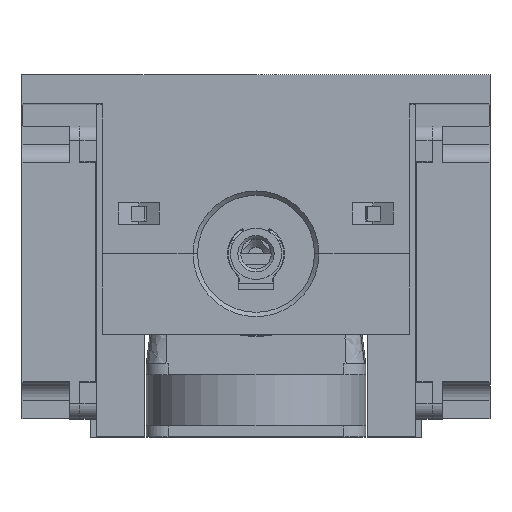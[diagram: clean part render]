
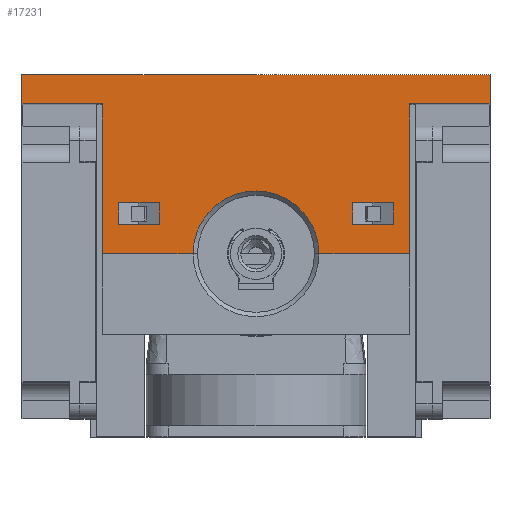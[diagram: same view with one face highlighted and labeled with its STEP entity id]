
A CAD part, top view. The second image highlights one B-rep face of the part: STEP entity #17231.
In plain terms, the highlighted planar face has unit normal (0, 0, 1).
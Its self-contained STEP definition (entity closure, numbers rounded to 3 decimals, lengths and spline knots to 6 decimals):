
#958=CIRCLE('',#18772,0.0086);
#1600=PLANE('',#18771);
#5907=ORIENTED_EDGE('',*,*,#9079,.F.);
#5908=ORIENTED_EDGE('',*,*,#9080,.T.);
#5909=ORIENTED_EDGE('',*,*,#9081,.T.);
#5910=ORIENTED_EDGE('',*,*,#9082,.F.);
#5911=ORIENTED_EDGE('',*,*,#9083,.F.);
#5912=ORIENTED_EDGE('',*,*,#9084,.T.);
#5913=ORIENTED_EDGE('',*,*,#9085,.T.);
#5914=ORIENTED_EDGE('',*,*,#9086,.F.);
#5915=ORIENTED_EDGE('',*,*,#9087,.T.);
#5916=ORIENTED_EDGE('',*,*,#9088,.T.);
#5917=ORIENTED_EDGE('',*,*,#9065,.F.);
#5918=ORIENTED_EDGE('',*,*,#9089,.T.);
#5919=ORIENTED_EDGE('',*,*,#9090,.T.);
#5920=ORIENTED_EDGE('',*,*,#9091,.T.);
#5921=ORIENTED_EDGE('',*,*,#9092,.T.);
#5922=ORIENTED_EDGE('',*,*,#9093,.F.);
#5923=ORIENTED_EDGE('',*,*,#9094,.F.);
#5924=ORIENTED_EDGE('',*,*,#9095,.F.);
#9065=EDGE_CURVE('',#11028,#11029,#12303,.T.);
#9079=EDGE_CURVE('',#11042,#11043,#12317,.T.);
#9080=EDGE_CURVE('',#11042,#11044,#12318,.T.);
#9081=EDGE_CURVE('',#11044,#11045,#12319,.T.);
#9082=EDGE_CURVE('',#11043,#11045,#12320,.T.);
#9083=EDGE_CURVE('',#11046,#11047,#12321,.T.);
#9084=EDGE_CURVE('',#11046,#11048,#12322,.T.);
#9085=EDGE_CURVE('',#11048,#11049,#12323,.T.);
#9086=EDGE_CURVE('',#11047,#11049,#12324,.T.);
#9087=EDGE_CURVE('',#11050,#11051,#12325,.T.);
#9088=EDGE_CURVE('',#11051,#11029,#12326,.T.);
#9089=EDGE_CURVE('',#11028,#11052,#12327,.T.);
#9090=EDGE_CURVE('',#11052,#11053,#12328,.T.);
#9091=EDGE_CURVE('',#11053,#11054,#958,.F.);
#9092=EDGE_CURVE('',#11054,#11055,#12329,.T.);
#9093=EDGE_CURVE('',#11056,#11055,#12330,.T.);
#9094=EDGE_CURVE('',#11057,#11056,#12331,.T.);
#9095=EDGE_CURVE('',#11050,#11057,#12332,.T.);
#11028=VERTEX_POINT('',#43029);
#11029=VERTEX_POINT('',#43030);
#11042=VERTEX_POINT('',#43059);
#11043=VERTEX_POINT('',#43060);
#11044=VERTEX_POINT('',#43062);
#11045=VERTEX_POINT('',#43064);
#11046=VERTEX_POINT('',#43067);
#11047=VERTEX_POINT('',#43068);
#11048=VERTEX_POINT('',#43070);
#11049=VERTEX_POINT('',#43072);
#11050=VERTEX_POINT('',#43075);
#11051=VERTEX_POINT('',#43076);
#11052=VERTEX_POINT('',#43079);
#11053=VERTEX_POINT('',#43081);
#11054=VERTEX_POINT('',#43083);
#11055=VERTEX_POINT('',#43085);
#11056=VERTEX_POINT('',#43087);
#11057=VERTEX_POINT('',#43089);
#12303=LINE('',#43028,#13668);
#12317=LINE('',#43058,#13682);
#12318=LINE('',#43061,#13683);
#12319=LINE('',#43063,#13684);
#12320=LINE('',#43065,#13685);
#12321=LINE('',#43066,#13686);
#12322=LINE('',#43069,#13687);
#12323=LINE('',#43071,#13688);
#12324=LINE('',#43073,#13689);
#12325=LINE('',#43074,#13690);
#12326=LINE('',#43077,#13691);
#12327=LINE('',#43078,#13692);
#12328=LINE('',#43080,#13693);
#12329=LINE('',#43084,#13694);
#12330=LINE('',#43086,#13695);
#12331=LINE('',#43088,#13696);
#12332=LINE('',#43090,#13697);
#13668=VECTOR('',#22358,1.);
#13682=VECTOR('',#22376,1.);
#13683=VECTOR('',#22377,1.);
#13684=VECTOR('',#22378,1.);
#13685=VECTOR('',#22379,1.);
#13686=VECTOR('',#22380,1.);
#13687=VECTOR('',#22381,1.);
#13688=VECTOR('',#22382,1.);
#13689=VECTOR('',#22383,1.);
#13690=VECTOR('',#22384,1.);
#13691=VECTOR('',#22385,1.);
#13692=VECTOR('',#22386,1.);
#13693=VECTOR('',#22387,1.);
#13694=VECTOR('',#22390,1.);
#13695=VECTOR('',#22391,1.);
#13696=VECTOR('',#22392,1.);
#13697=VECTOR('',#22393,1.);
#15044=EDGE_LOOP('',(#5907,#5908,#5909,#5910));
#15045=EDGE_LOOP('',(#5911,#5912,#5913,#5914));
#15046=EDGE_LOOP('',(#5915,#5916,#5917,#5918,#5919,#5920,#5921,#5922,#5923,
#5924));
#16209=FACE_BOUND('',#15044,.T.);
#16210=FACE_BOUND('',#15045,.T.);
#16211=FACE_BOUND('',#15046,.T.);
#17231=ADVANCED_FACE('',(#16209,#16210,#16211),#1600,.T.);
#18771=AXIS2_PLACEMENT_3D('',#43057,#22374,#22375);
#18772=AXIS2_PLACEMENT_3D('',#43082,#22388,#22389);
#22358=DIRECTION('',(-1.,0.,0.));
#22374=DIRECTION('',(0.,0.,1.));
#22375=DIRECTION('',(1.,0.,0.));
#22376=DIRECTION('',(-1.,0.,0.));
#22377=DIRECTION('',(0.,-1.,0.));
#22378=DIRECTION('',(-1.,0.,0.));
#22379=DIRECTION('',(0.,-1.,0.));
#22380=DIRECTION('',(0.,-1.,0.));
#22381=DIRECTION('',(1.,0.,0.));
#22382=DIRECTION('',(0.,-1.,0.));
#22383=DIRECTION('',(1.,0.,0.));
#22384=DIRECTION('',(-1.,0.,0.));
#22385=DIRECTION('',(0.,-1.,0.));
#22386=DIRECTION('',(0.,-1.,0.));
#22387=DIRECTION('',(1.,0.,0.));
#22388=DIRECTION('',(0.,0.,1.));
#22389=DIRECTION('',(1.,0.,0.));
#22390=DIRECTION('',(1.,0.,0.));
#22391=DIRECTION('',(0.,-1.,0.));
#22392=DIRECTION('',(-1.,0.,0.));
#22393=DIRECTION('',(0.,-1.,0.));
#43028=CARTESIAN_POINT('',(0.,0.0205,0.0098));
#43029=CARTESIAN_POINT('',(-0.021,0.0205,0.0098));
#43030=CARTESIAN_POINT('',(-0.032,0.0205,0.0098));
#43057=CARTESIAN_POINT('',(0.,0.,0.0098));
#43058=CARTESIAN_POINT('',(0.016,0.007,0.0098));
#43059=CARTESIAN_POINT('',(0.0188,0.007,0.0098));
#43060=CARTESIAN_POINT('',(0.0132,0.007,0.0098));
#43061=CARTESIAN_POINT('',(0.0188,0.0055,0.0098));
#43062=CARTESIAN_POINT('',(0.0188,0.004,0.0098));
#43063=CARTESIAN_POINT('',(0.016,0.004,0.0098));
#43064=CARTESIAN_POINT('',(0.0132,0.004,0.0098));
#43065=CARTESIAN_POINT('',(0.0132,0.0055,0.0098));
#43066=CARTESIAN_POINT('',(-0.0188,0.0055,0.0098));
#43067=CARTESIAN_POINT('',(-0.0188,0.007,0.0098));
#43068=CARTESIAN_POINT('',(-0.0188,0.004,0.0098));
#43069=CARTESIAN_POINT('',(-0.016,0.007,0.0098));
#43070=CARTESIAN_POINT('',(-0.0132,0.007,0.0098));
#43071=CARTESIAN_POINT('',(-0.0132,0.0055,0.0098));
#43072=CARTESIAN_POINT('',(-0.0132,0.004,0.0098));
#43073=CARTESIAN_POINT('',(-0.016,0.004,0.0098));
#43074=CARTESIAN_POINT('',(0.,0.0245,0.0098));
#43075=CARTESIAN_POINT('',(0.032,0.0245,0.0098));
#43076=CARTESIAN_POINT('',(-0.032,0.0245,0.0098));
#43077=CARTESIAN_POINT('',(-0.032,0.0455,0.0098));
#43078=CARTESIAN_POINT('',(-0.021,0.,0.0098));
#43079=CARTESIAN_POINT('',(-0.021,0.,0.0098));
#43080=CARTESIAN_POINT('',(0.,0.,0.0098));
#43081=CARTESIAN_POINT('',(-0.0086,0.,0.0098));
#43082=CARTESIAN_POINT('',(0.,0.,0.0098));
#43083=CARTESIAN_POINT('',(0.0086,0.,0.0098));
#43084=CARTESIAN_POINT('',(0.,0.,0.0098));
#43085=CARTESIAN_POINT('',(0.021,0.,0.0098));
#43086=CARTESIAN_POINT('',(0.021,0.,0.0098));
#43087=CARTESIAN_POINT('',(0.021,0.0205,0.0098));
#43088=CARTESIAN_POINT('',(0.,0.0205,0.0098));
#43089=CARTESIAN_POINT('',(0.032,0.0205,0.0098));
#43090=CARTESIAN_POINT('',(0.032,0.0455,0.0098));
